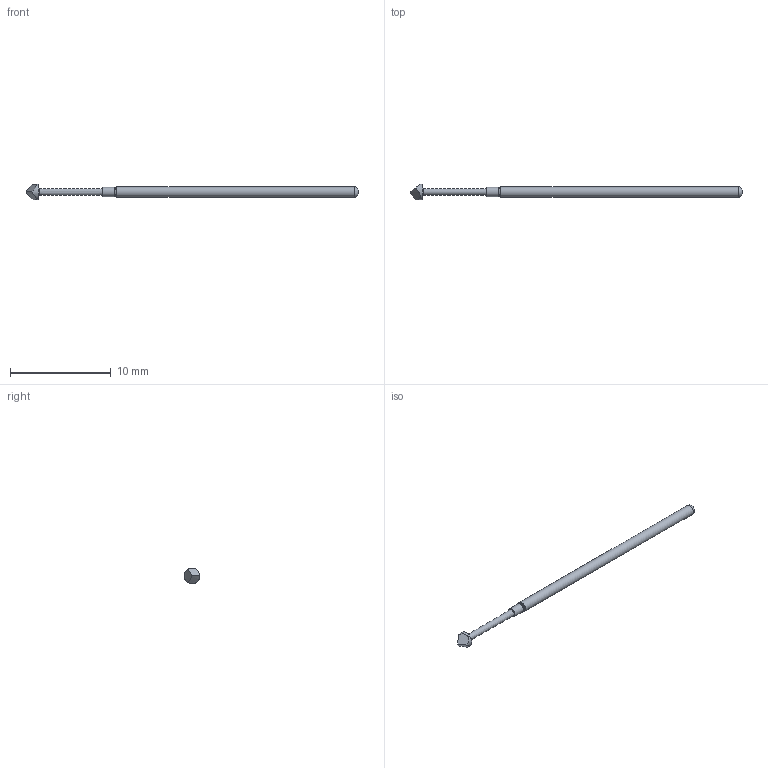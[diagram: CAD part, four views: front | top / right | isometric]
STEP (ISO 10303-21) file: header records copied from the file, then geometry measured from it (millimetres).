
FILE_DESCRIPTION (( 'STEP AP214' ), '1' );
FILE_NAME ('075-2523.STEP', '2024-06-25T17:45:08', ( '' ), ( '' ), 'SwSTEP 2.0', 'SolidWorks 2023', '' );
FILE_SCHEMA (( 'AUTOMOTIVE_DESIGN' ));
Length unit declared in the file: inch
Products named in the file (1): 075-2523
Bounding box: 33.02 x 1.56 x 1.56 mm (x, y, z)
Volume: 24 mm3; surface area: 101.4 mm2
Topology: 1 solids, 1 shells, 19 faces, 38 edges, 23 vertices
Faces by surface type: plane 4, cone 4, cylinder 4, torus 4, bspline 3
Full cylindrical faces by diameter (mm): 0.457 x1, 0.914 x1, 1.021 x1, 1.562 x1
Entity records: 811 total; most frequent: CARTESIAN_POINT 471, DIRECTION 62, ORIENTED_EDGE 46, EDGE_LOOP 33, AXIS2_PLACEMENT_3D 31, FACE_OUTER_BOUND 27, EDGE_CURVE 23, VERTEX_POINT 20
